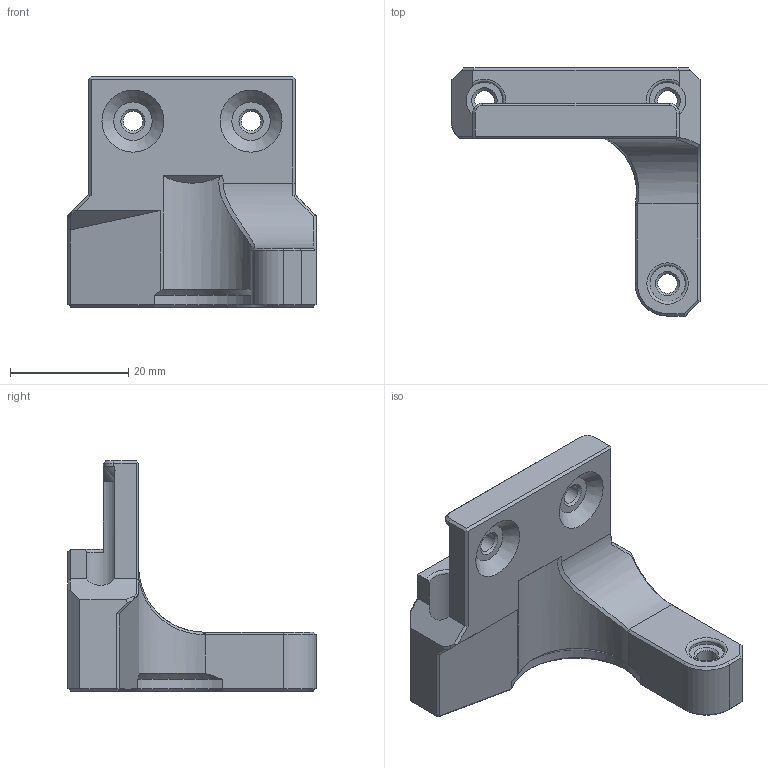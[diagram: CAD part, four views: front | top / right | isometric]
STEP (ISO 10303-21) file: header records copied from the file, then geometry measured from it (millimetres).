
FILE_DESCRIPTION(/* description */ (''),/* implementation_level */ '2;1');
FILE_NAME(/* name */ 'Z Motor Bracket NEMA17.step',/* time_stamp */ '2021-11-24T10:18:31-08:00',/* author */ (''),/* organization */ (''),/* preprocessor_version */ 'ST-DEVELOPER v18.1',/* originating_system */ 'Autodesk Translation Framework v10.10.0.1391',/* authorisation */ '');
FILE_SCHEMA (('AUTOMOTIVE_DESIGN { 1 0 10303 214 3 1 1 }'));
Length unit declared in the file: millimetre
Products named in the file (1): z_motor_bracket_narrow_nema17
Bounding box: 42 x 42 x 39 mm (x, y, z)
Volume: 15881.9 mm3; surface area: 6445.3 mm2
Topology: 1 solids, 1 shells, 109 faces, 276 edges, 172 vertices
Faces by surface type: plane 63, cone 23, cylinder 14, bspline 6, torus 3
Full cylindrical faces by diameter (mm): 3.3 x5, 6 x1, 6.2 x2
Entity records: 3530 total; most frequent: CARTESIAN_POINT 902, ORIENTED_EDGE 552, DIRECTION 519, EDGE_CURVE 276, AXIS2_PLACEMENT_3D 177, VERTEX_POINT 172, LINE 165, VECTOR 165
